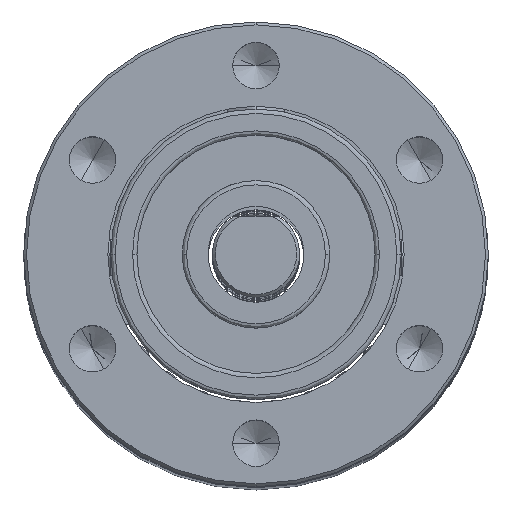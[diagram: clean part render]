
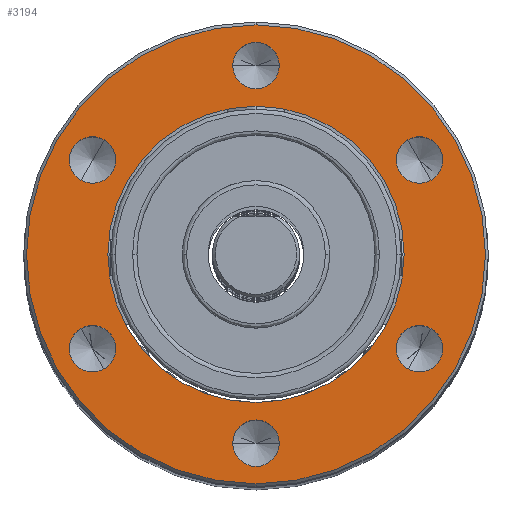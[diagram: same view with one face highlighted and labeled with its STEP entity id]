
A CAD part, top view. The second image highlights one B-rep face of the part: STEP entity #3194.
In plain terms, the highlighted planar face has unit normal (0, 0, 1).
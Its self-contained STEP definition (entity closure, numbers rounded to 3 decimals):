
#2771=CARTESIAN_POINT('',(0.,0.,20.));
#2772=DIRECTION('',(0.,0.,1.));
#2773=DIRECTION('',(0.,1.,0.));
#2774=AXIS2_PLACEMENT_3D('',#2771,#2772,#2773);
#2776=CARTESIAN_POINT('',(0.,0.,20.));
#2777=DIRECTION('',(0.,0.,1.));
#2778=DIRECTION('',(0.,-1.,0.));
#2779=AXIS2_PLACEMENT_3D('',#2776,#2777,#2778);
#2781=CARTESIAN_POINT('',(0.,0.,20.));
#2782=DIRECTION('',(0.,0.,-1.));
#2783=DIRECTION('',(0.,-1.,0.));
#2784=AXIS2_PLACEMENT_3D('',#2781,#2782,#2783);
#2786=CARTESIAN_POINT('',(0.,0.,20.));
#2787=DIRECTION('',(0.,0.,-1.));
#2788=DIRECTION('',(0.,1.,0.));
#2789=AXIS2_PLACEMENT_3D('',#2786,#2787,#2788);
#2791=CARTESIAN_POINT('',(0.,6.5,20.));
#2792=DIRECTION('',(0.,0.,1.));
#2793=DIRECTION('',(-1.,0.,0.));
#2794=AXIS2_PLACEMENT_3D('',#2791,#2792,#2793);
#2796=CARTESIAN_POINT('',(0.,6.5,20.));
#2797=DIRECTION('',(0.,0.,1.));
#2798=DIRECTION('',(1.,0.,0.));
#2799=AXIS2_PLACEMENT_3D('',#2796,#2797,#2798);
#2801=CARTESIAN_POINT('',(-5.629,3.25,20.));
#2802=DIRECTION('',(0.,0.,1.));
#2803=DIRECTION('',(-0.5,-0.866,0.));
#2804=AXIS2_PLACEMENT_3D('',#2801,#2802,#2803);
#2806=CARTESIAN_POINT('',(-5.629,3.25,20.));
#2807=DIRECTION('',(0.,0.,1.));
#2808=DIRECTION('',(0.5,0.866,0.));
#2809=AXIS2_PLACEMENT_3D('',#2806,#2807,#2808);
#2811=CARTESIAN_POINT('',(-5.629,-3.25,20.));
#2812=DIRECTION('',(0.,0.,1.));
#2813=DIRECTION('',(0.5,-0.866,0.));
#2814=AXIS2_PLACEMENT_3D('',#2811,#2812,#2813);
#2816=CARTESIAN_POINT('',(-5.629,-3.25,20.));
#2817=DIRECTION('',(0.,0.,1.));
#2818=DIRECTION('',(-0.5,0.866,0.));
#2819=AXIS2_PLACEMENT_3D('',#2816,#2817,#2818);
#2821=CARTESIAN_POINT('',(0.,-6.5,20.));
#2822=DIRECTION('',(0.,0.,1.));
#2823=DIRECTION('',(1.,0.,0.));
#2824=AXIS2_PLACEMENT_3D('',#2821,#2822,#2823);
#2826=CARTESIAN_POINT('',(0.,-6.5,20.));
#2827=DIRECTION('',(0.,0.,1.));
#2828=DIRECTION('',(-1.,0.,0.));
#2829=AXIS2_PLACEMENT_3D('',#2826,#2827,#2828);
#2831=CARTESIAN_POINT('',(5.629,-3.25,20.));
#2832=DIRECTION('',(0.,0.,1.));
#2833=DIRECTION('',(0.5,0.866,0.));
#2834=AXIS2_PLACEMENT_3D('',#2831,#2832,#2833);
#2836=CARTESIAN_POINT('',(5.629,-3.25,20.));
#2837=DIRECTION('',(0.,0.,1.));
#2838=DIRECTION('',(-0.5,-0.866,0.));
#2839=AXIS2_PLACEMENT_3D('',#2836,#2837,#2838);
#2841=CARTESIAN_POINT('',(5.629,3.25,20.));
#2842=DIRECTION('',(0.,0.,1.));
#2843=DIRECTION('',(-0.5,0.866,0.));
#2844=AXIS2_PLACEMENT_3D('',#2841,#2842,#2843);
#2846=CARTESIAN_POINT('',(5.629,3.25,20.));
#2847=DIRECTION('',(0.,0.,1.));
#2848=DIRECTION('',(0.5,-0.866,0.));
#2849=AXIS2_PLACEMENT_3D('',#2846,#2847,#2848);
#3061=CARTESIAN_POINT('',(0.,-5.1,20.));
#3062=CARTESIAN_POINT('',(0.,5.1,20.));
#3063=VERTEX_POINT('',#3061);
#3064=VERTEX_POINT('',#3062);
#3077=CARTESIAN_POINT('',(0.,-7.9,20.));
#3078=CARTESIAN_POINT('',(0.,7.9,20.));
#3079=VERTEX_POINT('',#3077);
#3080=VERTEX_POINT('',#3078);
#3087=CARTESIAN_POINT('',(-0.8,6.5,20.));
#3088=CARTESIAN_POINT('',(0.8,6.5,20.));
#3089=VERTEX_POINT('',#3087);
#3090=VERTEX_POINT('',#3088);
#3097=CARTESIAN_POINT('',(-6.029,2.557,20.));
#3098=CARTESIAN_POINT('',(-5.229,3.943,20.));
#3099=VERTEX_POINT('',#3097);
#3100=VERTEX_POINT('',#3098);
#3107=CARTESIAN_POINT('',(-5.229,-3.943,20.));
#3108=CARTESIAN_POINT('',(-6.029,-2.557,20.));
#3109=VERTEX_POINT('',#3107);
#3110=VERTEX_POINT('',#3108);
#3117=CARTESIAN_POINT('',(0.8,-6.5,20.));
#3118=CARTESIAN_POINT('',(-0.8,-6.5,20.));
#3119=VERTEX_POINT('',#3117);
#3120=VERTEX_POINT('',#3118);
#3127=CARTESIAN_POINT('',(6.029,-2.557,20.));
#3128=CARTESIAN_POINT('',(5.229,-3.943,20.));
#3129=VERTEX_POINT('',#3127);
#3130=VERTEX_POINT('',#3128);
#3137=CARTESIAN_POINT('',(5.229,3.943,20.));
#3138=CARTESIAN_POINT('',(6.029,2.557,20.));
#3139=VERTEX_POINT('',#3137);
#3140=VERTEX_POINT('',#3138);
#3141=CARTESIAN_POINT('',(0.,0.,20.));
#3142=DIRECTION('',(0.,0.,1.));
#3143=DIRECTION('',(0.,-1.,0.));
#3144=AXIS2_PLACEMENT_3D('',#3141,#3142,#3143);
#3145=PLANE('',#3144);
#3147=ORIENTED_EDGE('',*,*,#3146,.T.);
#3149=ORIENTED_EDGE('',*,*,#3148,.T.);
#3150=EDGE_LOOP('',(#3147,#3149));
#3151=FACE_OUTER_BOUND('',#3150,.F.);
#3153=ORIENTED_EDGE('',*,*,#3152,.T.);
#3155=ORIENTED_EDGE('',*,*,#3154,.T.);
#3156=EDGE_LOOP('',(#3153,#3155));
#3157=FACE_BOUND('',#3156,.F.);
#3159=ORIENTED_EDGE('',*,*,#3158,.T.);
#3161=ORIENTED_EDGE('',*,*,#3160,.T.);
#3162=EDGE_LOOP('',(#3159,#3161));
#3163=FACE_BOUND('',#3162,.F.);
#3165=ORIENTED_EDGE('',*,*,#3164,.T.);
#3167=ORIENTED_EDGE('',*,*,#3166,.T.);
#3168=EDGE_LOOP('',(#3165,#3167));
#3169=FACE_BOUND('',#3168,.F.);
#3171=ORIENTED_EDGE('',*,*,#3170,.T.);
#3173=ORIENTED_EDGE('',*,*,#3172,.T.);
#3174=EDGE_LOOP('',(#3171,#3173));
#3175=FACE_BOUND('',#3174,.F.);
#3177=ORIENTED_EDGE('',*,*,#3176,.T.);
#3179=ORIENTED_EDGE('',*,*,#3178,.T.);
#3180=EDGE_LOOP('',(#3177,#3179));
#3181=FACE_BOUND('',#3180,.F.);
#3183=ORIENTED_EDGE('',*,*,#3182,.T.);
#3185=ORIENTED_EDGE('',*,*,#3184,.T.);
#3186=EDGE_LOOP('',(#3183,#3185));
#3187=FACE_BOUND('',#3186,.F.);
#3189=ORIENTED_EDGE('',*,*,#3188,.T.);
#3191=ORIENTED_EDGE('',*,*,#3190,.T.);
#3192=EDGE_LOOP('',(#3189,#3191));
#3193=FACE_BOUND('',#3192,.F.);
#3194=ADVANCED_FACE('',(#3151,#3157,#3163,#3169,#3175,#3181,#3187,#3193),#3145,
.T.);
#2775=CIRCLE('',#2774,5.1);
#2780=CIRCLE('',#2779,5.1);
#2785=CIRCLE('',#2784,7.9);
#2790=CIRCLE('',#2789,7.9);
#2795=CIRCLE('',#2794,0.8);
#2800=CIRCLE('',#2799,0.8);
#2805=CIRCLE('',#2804,0.8);
#2810=CIRCLE('',#2809,0.8);
#2815=CIRCLE('',#2814,0.8);
#2820=CIRCLE('',#2819,0.8);
#2825=CIRCLE('',#2824,0.8);
#2830=CIRCLE('',#2829,0.8);
#2835=CIRCLE('',#2834,0.8);
#2840=CIRCLE('',#2839,0.8);
#2845=CIRCLE('',#2844,0.8);
#2850=CIRCLE('',#2849,0.8);
#3146=EDGE_CURVE('',#3079,#3080,#2785,.T.);
#3148=EDGE_CURVE('',#3080,#3079,#2790,.T.);
#3152=EDGE_CURVE('',#3064,#3063,#2775,.T.);
#3154=EDGE_CURVE('',#3063,#3064,#2780,.T.);
#3158=EDGE_CURVE('',#3089,#3090,#2795,.T.);
#3160=EDGE_CURVE('',#3090,#3089,#2800,.T.);
#3164=EDGE_CURVE('',#3099,#3100,#2805,.T.);
#3166=EDGE_CURVE('',#3100,#3099,#2810,.T.);
#3170=EDGE_CURVE('',#3109,#3110,#2815,.T.);
#3172=EDGE_CURVE('',#3110,#3109,#2820,.T.);
#3176=EDGE_CURVE('',#3119,#3120,#2825,.T.);
#3178=EDGE_CURVE('',#3120,#3119,#2830,.T.);
#3182=EDGE_CURVE('',#3129,#3130,#2835,.T.);
#3184=EDGE_CURVE('',#3130,#3129,#2840,.T.);
#3188=EDGE_CURVE('',#3139,#3140,#2845,.T.);
#3190=EDGE_CURVE('',#3140,#3139,#2850,.T.);
